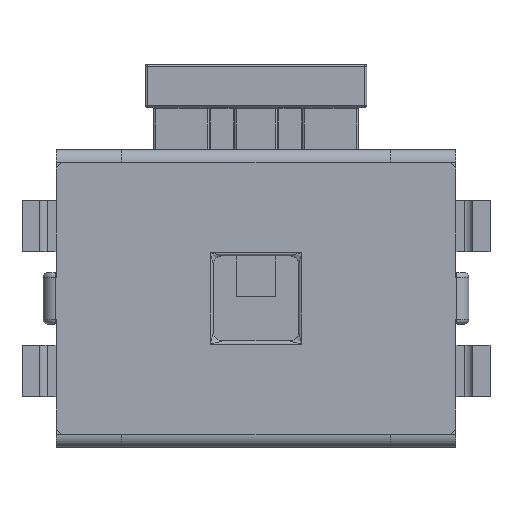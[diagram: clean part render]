
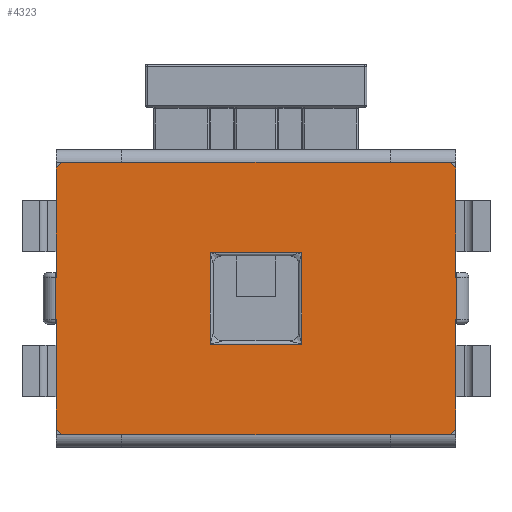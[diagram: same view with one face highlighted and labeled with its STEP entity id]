
A CAD part, top view. The second image highlights one B-rep face of the part: STEP entity #4323.
In plain terms, the highlighted planar face has unit normal (0, 0, 1).
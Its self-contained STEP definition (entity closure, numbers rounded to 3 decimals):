
#1939 = VERTEX_POINT('',#1940);
#1940 = CARTESIAN_POINT('',(2.35,-1.5,1.65));
#1946 = EDGE_CURVE('',#1939,#1947,#1949,.T.);
#1947 = VERTEX_POINT('',#1948);
#1948 = CARTESIAN_POINT('',(2.35,-0.25,1.65));
#1949 = LINE('',#1950,#1951);
#1950 = CARTESIAN_POINT('',(2.35,-1.6,1.65));
#1951 = VECTOR('',#1952,1.);
#1952 = DIRECTION('',(0.,1.,0.));
#2086 = VERTEX_POINT('',#2087);
#2087 = CARTESIAN_POINT('',(2.35,0.25,1.65));
#2094 = EDGE_CURVE('',#2086,#2095,#2097,.T.);
#2095 = VERTEX_POINT('',#2096);
#2096 = CARTESIAN_POINT('',(2.35,1.5,1.65));
#2097 = LINE('',#2098,#2099);
#2098 = CARTESIAN_POINT('',(2.35,-1.6,1.65));
#2099 = VECTOR('',#2100,1.);
#2100 = DIRECTION('',(0.,1.,0.));
#2888 = VERTEX_POINT('',#2889);
#2889 = CARTESIAN_POINT('',(-2.35,1.5,1.65));
#2895 = EDGE_CURVE('',#2888,#2896,#2898,.T.);
#2896 = VERTEX_POINT('',#2897);
#2897 = CARTESIAN_POINT('',(-2.35,0.25,1.65));
#2898 = LINE('',#2899,#2900);
#2899 = CARTESIAN_POINT('',(-2.35,1.6,1.65));
#2900 = VECTOR('',#2901,1.);
#2901 = DIRECTION('',(0.,-1.,0.));
#3035 = VERTEX_POINT('',#3036);
#3036 = CARTESIAN_POINT('',(-2.35,-0.25,1.65));
#3043 = EDGE_CURVE('',#3035,#3044,#3046,.T.);
#3044 = VERTEX_POINT('',#3045);
#3045 = CARTESIAN_POINT('',(-2.35,-1.5,1.65));
#3046 = LINE('',#3047,#3048);
#3047 = CARTESIAN_POINT('',(-2.35,1.6,1.65));
#3048 = VECTOR('',#3049,1.);
#3049 = DIRECTION('',(0.,-1.,0.));
#3610 = VERTEX_POINT('',#3611);
#3611 = CARTESIAN_POINT('',(-1.58,1.6,1.65));
#3617 = EDGE_CURVE('',#3610,#3618,#3620,.T.);
#3618 = VERTEX_POINT('',#3619);
#3619 = CARTESIAN_POINT('',(-1.58,1.602,1.65));
#3620 = LINE('',#3621,#3622);
#3621 = CARTESIAN_POINT('',(-1.58,1.6,1.65));
#3622 = VECTOR('',#3623,1.);
#3623 = DIRECTION('',(0.,1.,0.));
#3644 = VERTEX_POINT('',#3645);
#3645 = CARTESIAN_POINT('',(1.58,1.602,1.65));
#3652 = EDGE_CURVE('',#3618,#3644,#3653,.T.);
#3653 = LINE('',#3654,#3655);
#3654 = CARTESIAN_POINT('',(-1.58,1.602,1.65));
#3655 = VECTOR('',#3656,1.);
#3656 = DIRECTION('',(1.,0.,0.));
#3668 = EDGE_CURVE('',#3669,#3644,#3671,.T.);
#3669 = VERTEX_POINT('',#3670);
#3670 = CARTESIAN_POINT('',(1.58,1.6,1.65));
#3671 = LINE('',#3672,#3673);
#3672 = CARTESIAN_POINT('',(1.58,1.6,1.65));
#3673 = VECTOR('',#3674,1.);
#3674 = DIRECTION('',(0.,1.,0.));
#4226 = EDGE_CURVE('',#4227,#4229,#4231,.T.);
#4227 = VERTEX_POINT('',#4228);
#4228 = CARTESIAN_POINT('',(1.58,-1.6,1.65));
#4229 = VERTEX_POINT('',#4230);
#4230 = CARTESIAN_POINT('',(1.58,-1.602,1.65));
#4231 = LINE('',#4232,#4233);
#4232 = CARTESIAN_POINT('',(1.58,-1.6,1.65));
#4233 = VECTOR('',#4234,1.);
#4234 = DIRECTION('',(0.,-1.,0.));
#4262 = EDGE_CURVE('',#4227,#4263,#4265,.T.);
#4263 = VERTEX_POINT('',#4264);
#4264 = CARTESIAN_POINT('',(2.25,-1.6,1.65));
#4265 = LINE('',#4266,#4267);
#4266 = CARTESIAN_POINT('',(-2.35,-1.6,1.65));
#4267 = VECTOR('',#4268,1.);
#4268 = DIRECTION('',(1.,0.,0.));
#4286 = EDGE_CURVE('',#1939,#4263,#4287,.T.);
#4287 = CIRCLE('',#4288,0.1);
#4288 = AXIS2_PLACEMENT_3D('',#4289,#4290,#4291);
#4289 = CARTESIAN_POINT('',(2.25,-1.5,1.65));
#4290 = DIRECTION('',(0.,0.,-1.));
#4291 = DIRECTION('',(1.,0.,0.));
#4303 = VERTEX_POINT('',#4304);
#4304 = CARTESIAN_POINT('',(2.352,-0.25,1.65));
#4311 = EDGE_CURVE('',#4303,#1947,#4312,.T.);
#4312 = LINE('',#4313,#4314);
#4313 = CARTESIAN_POINT('',(2.352,-0.25,1.65));
#4314 = VECTOR('',#4315,1.);
#4315 = DIRECTION('',(-1.,0.,0.));
#4323 = ADVANCED_FACE('',(#4324,#4434),#4468,.T.);
#4324 = FACE_BOUND('',#4325,.T.);
#4325 = EDGE_LOOP('',(#4326,#4327,#4328,#4336,#4342,#4343,#4352,#4358,
#4359,#4360,#4361,#4369,#4376,#4377,#4385,#4393,#4399,#4400,#4409,
#4417,#4425,#4431,#4432,#4433));
#4326 = ORIENTED_EDGE('',*,*,#1946,.T.);
#4327 = ORIENTED_EDGE('',*,*,#4311,.F.);
#4328 = ORIENTED_EDGE('',*,*,#4329,.T.);
#4329 = EDGE_CURVE('',#4303,#4330,#4332,.T.);
#4330 = VERTEX_POINT('',#4331);
#4331 = CARTESIAN_POINT('',(2.352,0.25,1.65));
#4332 = LINE('',#4333,#4334);
#4333 = CARTESIAN_POINT('',(2.352,-0.3,1.65));
#4334 = VECTOR('',#4335,1.);
#4335 = DIRECTION('',(0.,1.,0.));
#4336 = ORIENTED_EDGE('',*,*,#4337,.T.);
#4337 = EDGE_CURVE('',#4330,#2086,#4338,.T.);
#4338 = LINE('',#4339,#4340);
#4339 = CARTESIAN_POINT('',(2.352,0.25,1.65));
#4340 = VECTOR('',#4341,1.);
#4341 = DIRECTION('',(-1.,0.,0.));
#4342 = ORIENTED_EDGE('',*,*,#2094,.T.);
#4343 = ORIENTED_EDGE('',*,*,#4344,.T.);
#4344 = EDGE_CURVE('',#2095,#4345,#4347,.T.);
#4345 = VERTEX_POINT('',#4346);
#4346 = CARTESIAN_POINT('',(2.25,1.6,1.65));
#4347 = CIRCLE('',#4348,0.1);
#4348 = AXIS2_PLACEMENT_3D('',#4349,#4350,#4351);
#4349 = CARTESIAN_POINT('',(2.25,1.5,1.65));
#4350 = DIRECTION('',(0.,0.,1.));
#4351 = DIRECTION('',(1.,0.,0.));
#4352 = ORIENTED_EDGE('',*,*,#4353,.T.);
#4353 = EDGE_CURVE('',#4345,#3669,#4354,.T.);
#4354 = LINE('',#4355,#4356);
#4355 = CARTESIAN_POINT('',(2.35,1.6,1.65));
#4356 = VECTOR('',#4357,1.);
#4357 = DIRECTION('',(-1.,0.,0.));
#4358 = ORIENTED_EDGE('',*,*,#3668,.T.);
#4359 = ORIENTED_EDGE('',*,*,#3652,.F.);
#4360 = ORIENTED_EDGE('',*,*,#3617,.F.);
#4361 = ORIENTED_EDGE('',*,*,#4362,.T.);
#4362 = EDGE_CURVE('',#3610,#4363,#4365,.T.);
#4363 = VERTEX_POINT('',#4364);
#4364 = CARTESIAN_POINT('',(-2.25,1.6,1.65));
#4365 = LINE('',#4366,#4367);
#4366 = CARTESIAN_POINT('',(2.35,1.6,1.65));
#4367 = VECTOR('',#4368,1.);
#4368 = DIRECTION('',(-1.,0.,0.));
#4369 = ORIENTED_EDGE('',*,*,#4370,.T.);
#4370 = EDGE_CURVE('',#4363,#2888,#4371,.T.);
#4371 = CIRCLE('',#4372,0.1);
#4372 = AXIS2_PLACEMENT_3D('',#4373,#4374,#4375);
#4373 = CARTESIAN_POINT('',(-2.25,1.5,1.65));
#4374 = DIRECTION('',(0.,0.,1.));
#4375 = DIRECTION('',(1.,0.,0.));
#4376 = ORIENTED_EDGE('',*,*,#2895,.T.);
#4377 = ORIENTED_EDGE('',*,*,#4378,.F.);
#4378 = EDGE_CURVE('',#4379,#2896,#4381,.T.);
#4379 = VERTEX_POINT('',#4380);
#4380 = CARTESIAN_POINT('',(-2.352,0.25,1.65));
#4381 = LINE('',#4382,#4383);
#4382 = CARTESIAN_POINT('',(-2.352,0.25,1.65));
#4383 = VECTOR('',#4384,1.);
#4384 = DIRECTION('',(1.,0.,0.));
#4385 = ORIENTED_EDGE('',*,*,#4386,.F.);
#4386 = EDGE_CURVE('',#4387,#4379,#4389,.T.);
#4387 = VERTEX_POINT('',#4388);
#4388 = CARTESIAN_POINT('',(-2.352,-0.25,1.65));
#4389 = LINE('',#4390,#4391);
#4390 = CARTESIAN_POINT('',(-2.352,-0.3,1.65));
#4391 = VECTOR('',#4392,1.);
#4392 = DIRECTION('',(0.,1.,0.));
#4393 = ORIENTED_EDGE('',*,*,#4394,.T.);
#4394 = EDGE_CURVE('',#4387,#3035,#4395,.T.);
#4395 = LINE('',#4396,#4397);
#4396 = CARTESIAN_POINT('',(-2.352,-0.25,1.65));
#4397 = VECTOR('',#4398,1.);
#4398 = DIRECTION('',(1.,0.,0.));
#4399 = ORIENTED_EDGE('',*,*,#3043,.T.);
#4400 = ORIENTED_EDGE('',*,*,#4401,.F.);
#4401 = EDGE_CURVE('',#4402,#3044,#4404,.T.);
#4402 = VERTEX_POINT('',#4403);
#4403 = CARTESIAN_POINT('',(-2.25,-1.6,1.65));
#4404 = CIRCLE('',#4405,0.1);
#4405 = AXIS2_PLACEMENT_3D('',#4406,#4407,#4408);
#4406 = CARTESIAN_POINT('',(-2.25,-1.5,1.65));
#4407 = DIRECTION('',(0.,0.,-1.));
#4408 = DIRECTION('',(1.,0.,0.));
#4409 = ORIENTED_EDGE('',*,*,#4410,.T.);
#4410 = EDGE_CURVE('',#4402,#4411,#4413,.T.);
#4411 = VERTEX_POINT('',#4412);
#4412 = CARTESIAN_POINT('',(-1.58,-1.6,1.65));
#4413 = LINE('',#4414,#4415);
#4414 = CARTESIAN_POINT('',(-2.35,-1.6,1.65));
#4415 = VECTOR('',#4416,1.);
#4416 = DIRECTION('',(1.,0.,0.));
#4417 = ORIENTED_EDGE('',*,*,#4418,.T.);
#4418 = EDGE_CURVE('',#4411,#4419,#4421,.T.);
#4419 = VERTEX_POINT('',#4420);
#4420 = CARTESIAN_POINT('',(-1.58,-1.602,1.65));
#4421 = LINE('',#4422,#4423);
#4422 = CARTESIAN_POINT('',(-1.58,-1.6,1.65));
#4423 = VECTOR('',#4424,1.);
#4424 = DIRECTION('',(0.,-1.,0.));
#4425 = ORIENTED_EDGE('',*,*,#4426,.T.);
#4426 = EDGE_CURVE('',#4419,#4229,#4427,.T.);
#4427 = LINE('',#4428,#4429);
#4428 = CARTESIAN_POINT('',(-1.58,-1.602,1.65));
#4429 = VECTOR('',#4430,1.);
#4430 = DIRECTION('',(1.,0.,0.));
#4431 = ORIENTED_EDGE('',*,*,#4226,.F.);
#4432 = ORIENTED_EDGE('',*,*,#4262,.T.);
#4433 = ORIENTED_EDGE('',*,*,#4286,.F.);
#4434 = FACE_BOUND('',#4435,.T.);
#4435 = EDGE_LOOP('',(#4436,#4446,#4454,#4462));
#4436 = ORIENTED_EDGE('',*,*,#4437,.F.);
#4437 = EDGE_CURVE('',#4438,#4440,#4442,.T.);
#4438 = VERTEX_POINT('',#4439);
#4439 = CARTESIAN_POINT('',(-0.538,0.538,1.65));
#4440 = VERTEX_POINT('',#4441);
#4441 = CARTESIAN_POINT('',(-0.538,-0.538,1.65));
#4442 = LINE('',#4443,#4444);
#4443 = CARTESIAN_POINT('',(-0.538,0.5,1.65));
#4444 = VECTOR('',#4445,1.);
#4445 = DIRECTION('',(0.,-1.,0.));
#4446 = ORIENTED_EDGE('',*,*,#4447,.F.);
#4447 = EDGE_CURVE('',#4448,#4438,#4450,.T.);
#4448 = VERTEX_POINT('',#4449);
#4449 = CARTESIAN_POINT('',(0.538,0.538,1.65));
#4450 = LINE('',#4451,#4452);
#4451 = CARTESIAN_POINT('',(0.5,0.538,1.65));
#4452 = VECTOR('',#4453,1.);
#4453 = DIRECTION('',(-1.,0.,0.));
#4454 = ORIENTED_EDGE('',*,*,#4455,.F.);
#4455 = EDGE_CURVE('',#4456,#4448,#4458,.T.);
#4456 = VERTEX_POINT('',#4457);
#4457 = CARTESIAN_POINT('',(0.538,-0.538,1.65));
#4458 = LINE('',#4459,#4460);
#4459 = CARTESIAN_POINT('',(0.538,-0.5,1.65));
#4460 = VECTOR('',#4461,1.);
#4461 = DIRECTION('',(0.,1.,0.));
#4462 = ORIENTED_EDGE('',*,*,#4463,.F.);
#4463 = EDGE_CURVE('',#4440,#4456,#4464,.T.);
#4464 = LINE('',#4465,#4466);
#4465 = CARTESIAN_POINT('',(-0.5,-0.538,1.65));
#4466 = VECTOR('',#4467,1.);
#4467 = DIRECTION('',(1.,0.,0.));
#4468 = PLANE('',#4469);
#4469 = AXIS2_PLACEMENT_3D('',#4470,#4471,#4472);
#4470 = CARTESIAN_POINT('',(0.,0.,1.65
));
#4471 = DIRECTION('',(0.,0.,1.));
#4472 = DIRECTION('',(-1.,0.,0.));
